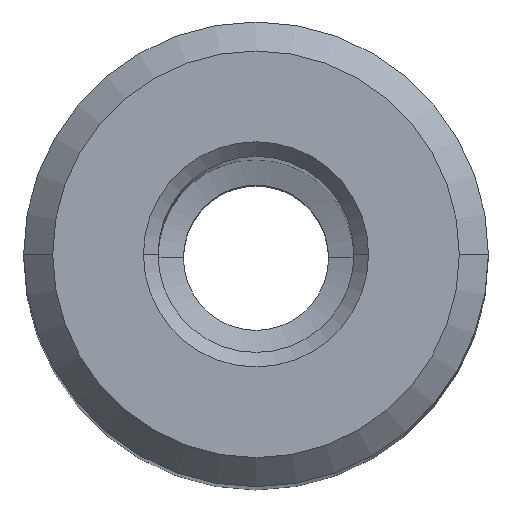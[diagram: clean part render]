
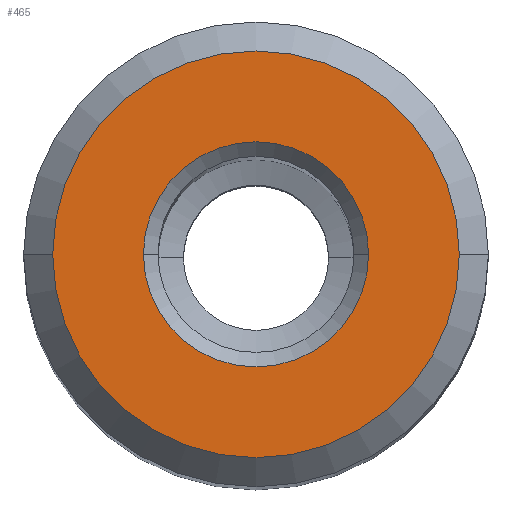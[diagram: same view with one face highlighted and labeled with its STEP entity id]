
A CAD part, top view. The second image highlights one B-rep face of the part: STEP entity #465.
In plain terms, the highlighted planar face has unit normal (0, 0, 1).
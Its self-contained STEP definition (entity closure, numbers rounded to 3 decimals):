
#401=EDGE_CURVE('NONE',#647,#843,#1118,.T.);
#465=ADVANCED_FACE('NONE',(#1186,#1187),#1188,.F.);
#485=EDGE_CURVE('NONE',#1065,#621,#1209,.T.);
#621=VERTEX_POINT('NONE',#1370);
#647=VERTEX_POINT('NONE',#1397);
#843=VERTEX_POINT('NONE',#1613);
#911=EDGE_CURVE('NONE',#843,#647,#1689,.T.);
#1065=VERTEX_POINT('NONE',#1867);
#1079=EDGE_CURVE('NONE',#621,#1065,#1883,.T.);
#1118=CIRCLE('',#1921,7.);
#1186=FACE_OUTER_BOUND('',#2023,.T.);
#1187=FACE_BOUND('',#2024,.T.);
#1188=PLANE('',#2025);
#1209=CIRCLE('',#2086,3.875);
#1370=CARTESIAN_POINT('',(-3.875,0.,0.0));
#1397=CARTESIAN_POINT('',(7.,0.,0.0));
#1613=CARTESIAN_POINT('',(-7.,0.0,0.0));
#1689=CIRCLE('',#2813,7.);
#1867=CARTESIAN_POINT('',(3.875,0.0,0.0));
#1883=CIRCLE('',#3160,3.875);
#1921=AXIS2_PLACEMENT_3D('',#3181,#3182,#3183);
#2023=EDGE_LOOP('',(#3249,#3250));
#2024=EDGE_LOOP('',(#3251,#3252));
#2025=AXIS2_PLACEMENT_3D('',#3253,#3254,#3255);
#2086=AXIS2_PLACEMENT_3D('',#3270,#3271,#3272);
#2813=AXIS2_PLACEMENT_3D('',#3854,#3855,#3856);
#3160=AXIS2_PLACEMENT_3D('',#4109,#4110,#4111);
#3181=CARTESIAN_POINT('',(0.0,0.0,0.0));
#3182=DIRECTION('',(0.0,0.0,1.0));
#3183=DIRECTION('',(1.0,0.0,0.0));
#3249=ORIENTED_EDGE('',*,*,#911,.T.);
#3250=ORIENTED_EDGE('',*,*,#401,.T.);
#3251=ORIENTED_EDGE('',*,*,#485,.F.);
#3252=ORIENTED_EDGE('',*,*,#1079,.F.);
#3253=CARTESIAN_POINT('',(0.0,3.875,0.0));
#3254=DIRECTION('',(0.0,0.0,-1.0));
#3255=DIRECTION('',(0.0,1.0,0.0));
#3270=CARTESIAN_POINT('',(0.0,0.0,0.0));
#3271=DIRECTION('',(0.0,0.0,1.0));
#3272=DIRECTION('',(1.0,0.0,0.0));
#3854=CARTESIAN_POINT('',(0.0,0.0,0.0));
#3855=DIRECTION('',(0.0,0.0,1.0));
#3856=DIRECTION('',(1.0,0.0,0.0));
#4109=CARTESIAN_POINT('',(0.0,0.0,0.0));
#4110=DIRECTION('',(0.0,0.0,1.0));
#4111=DIRECTION('',(1.0,0.0,0.0));
